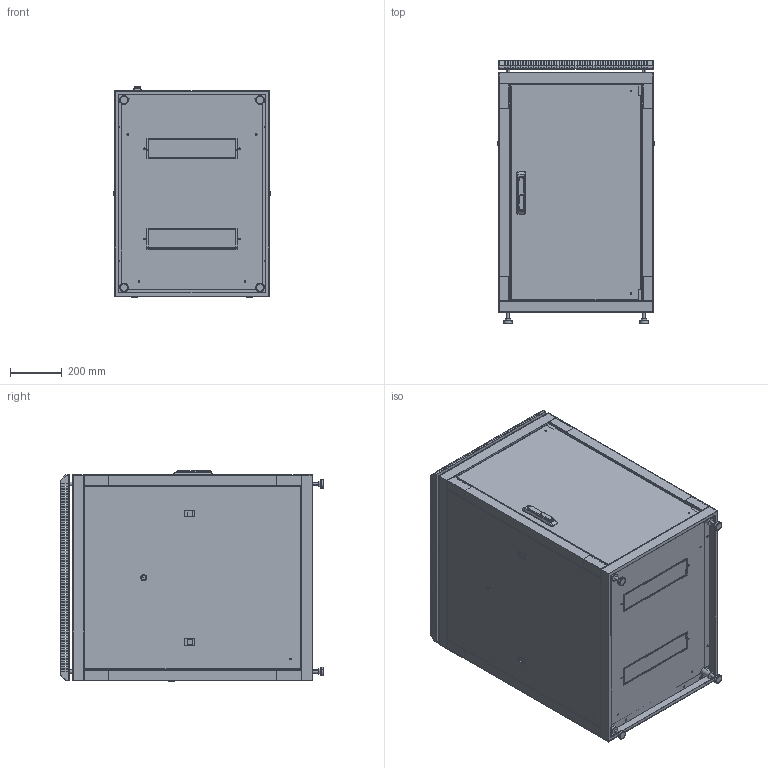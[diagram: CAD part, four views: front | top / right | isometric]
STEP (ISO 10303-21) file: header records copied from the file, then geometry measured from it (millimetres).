
FILE_DESCRIPTION (( 'STEP AP214' ), '1' );
FILE_NAME ('ITK 600x800_18U_DverMe.STEP', '2018-06-08T19:07:10', ( '' ), ( '' ), 'SwSTEP 2.0', 'SolidWorks 2014', '' );
FILE_SCHEMA (( 'AUTOMOTIVE_DESIGN' ));
Length unit declared in the file: millimetre
Products named in the file (22): Krysha; hex flange bolt_din_DIN 6921 - M6 x 12 x 12-N; Kabel-Vvod; Panel_Bok_-00; Îïîðà LF-80; ﾇ琥韲; Zad_panel_-00; Dver_Me_18U; 侲膹馯罻; Bok_profil_-01; Stoika_-00; Planka_-01; Niz; DverMe_Sborka_18U; Gaika; Vint (1)_01; ﾇ瑟鶴 MESAN 006; ßçû÷åê (3õ òî÷å÷íîå çàïèðàíèå); Profil 19_-00; Êîðïóñ çàìêà 006; Verh; ITK 600x800_18U_DverMe
Assembly tree (82 placements, depth 4):
  ITK 600x800_18U_DverMe
    Verh
    Niz
    Stoika_-00  x4
    Profil 19_-00  x4
    Krysha
    Îïîðà LF-80  x4
    Bok_profil_-01  x4
    Vint (1)_01  x24
    Gaika  x24
    Planka_-01  x2
    Kabel-Vvod  x2
    Zad_panel_-00
    Panel_Bok_-00  x2
    DverMe_Sborka_18U
      Dver_Me_18U
      ﾇ瑟鶴 MESAN 006
        Êîðïóñ çàìêà 006
        侲膹馯罻
        ﾇ琥韲
        ßçû÷åê (3õ òî÷å÷íîå çàïèðàíèå)
        hex flange bolt_din_DIN 6921 - M6 x 12 x 12-N
Bounding box: 608 x 1022.8 x 821.5 mm (x, y, z)
Volume: 9138096.6 mm3; surface area: 11765096.4 mm2
Topology: 81 solids, 81 shells, 9764 faces, 26449 edges, 16725 vertices
Faces by surface type: plane 7633, cylinder 1675, bspline 298, sphere 72, cone 70, torus 16
Entity records: 111165 total; most frequent: CARTESIAN_POINT 19963, ORIENTED_EDGE 19272, DIRECTION 17079, EDGE_CURVE 9636, LINE 8569, VECTOR 8569, VERTEX_POINT 6327, AXIS2_PLACEMENT_3D 4255
